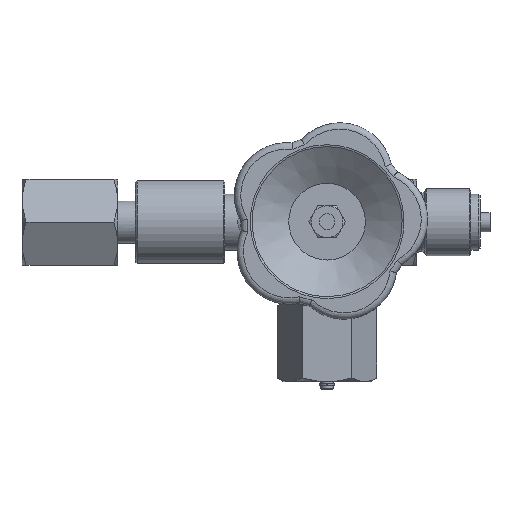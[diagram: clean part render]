
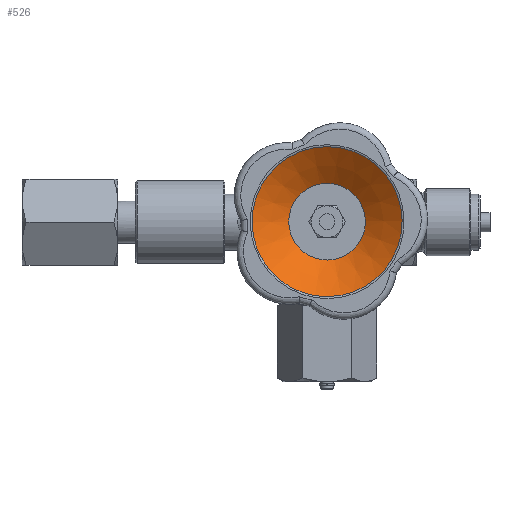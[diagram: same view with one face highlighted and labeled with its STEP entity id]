
A CAD part, top view. The second image highlights one B-rep face of the part: STEP entity #526.
In plain terms, the highlighted conical face has half-angle 54.118 degrees and reference radius 12 mm.
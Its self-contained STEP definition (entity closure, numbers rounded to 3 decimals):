
#526 = ADVANCED_FACE( '', ( #1218, #1219 ), #1220, .F. );
#1218 = FACE_OUTER_BOUND( '', #2062, .T. );
#1219 = FACE_BOUND( '', #2063, .T. );
#1220 = CONICAL_SURFACE( '', #2064, 12., 0.945 );
#2062 = EDGE_LOOP( '', ( #3427 ) );
#2063 = EDGE_LOOP( '', ( #3428 ) );
#2064 = AXIS2_PLACEMENT_3D( '', #3429, #3430, #3431 );
#3427 = ORIENTED_EDGE( '', *, *, #4408, .T. );
#3428 = ORIENTED_EDGE( '', *, *, #4688, .T. );
#3429 = CARTESIAN_POINT( '', ( -23., 0., 84.844 ) );
#3430 = DIRECTION( '', ( 0., 0., 1. ) );
#3431 = DIRECTION( '', ( -0.936, -0.353, 0. ) );
#4408 = EDGE_CURVE( '', #5184, #5184, #5185, .T. );
#4688 = EDGE_CURVE( '', #5613, #5613, #5614, .T. );
#5184 = VERTEX_POINT( '', #6715 );
#5185 = CIRCLE( '', #6716, 23.488 );
#5613 = VERTEX_POINT( '', #7755 );
#5614 = CIRCLE( '', #7756, 12. );
#6715 = CARTESIAN_POINT( '', ( -1.024, 8.291, 93.154 ) );
#6716 = AXIS2_PLACEMENT_3D( '', #8760, #8761, #8762 );
#7755 = CARTESIAN_POINT( '', ( -11.772, 4.236, 84.844 ) );
#7756 = AXIS2_PLACEMENT_3D( '', #9091, #9092, #9093 );
#8760 = CARTESIAN_POINT( '', ( -23., 0., 93.154 ) );
#8761 = DIRECTION( '', ( 0., 0., 1. ) );
#8762 = DIRECTION( '', ( 0.936, 0.353, 0. ) );
#9091 = CARTESIAN_POINT( '', ( -23., 0., 84.844 ) );
#9092 = DIRECTION( '', ( 0., 0., -1. ) );
#9093 = DIRECTION( '', ( 0.936, 0.353, 0. ) );
